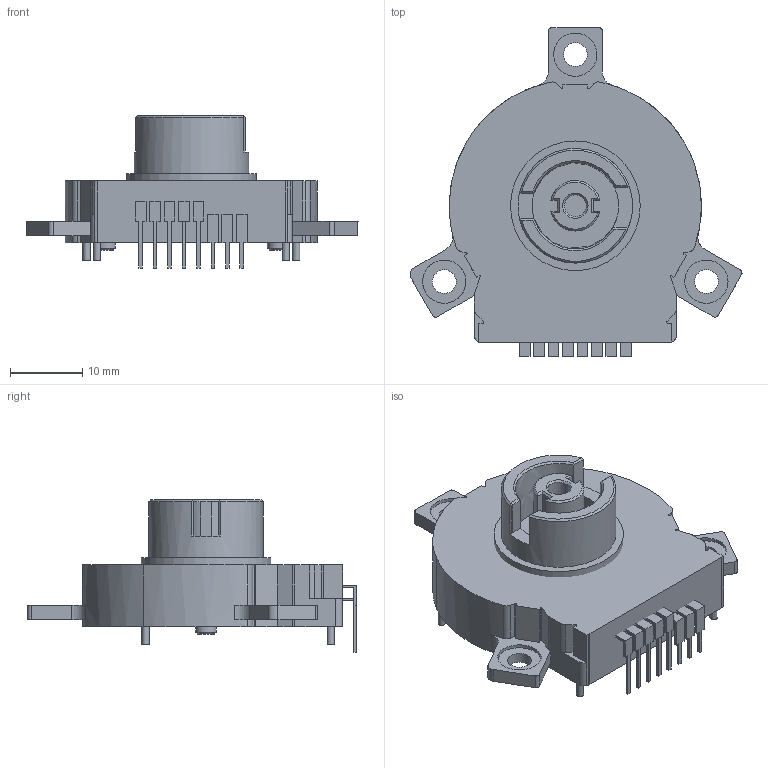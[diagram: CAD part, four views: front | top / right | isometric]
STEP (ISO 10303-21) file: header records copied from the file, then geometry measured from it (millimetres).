
FILE_DESCRIPTION(/* description */ ('','CAx-IF Rec.Pracs.---Representation and Presentation of Product Manufacturing Information (PMI)---4.0---2014-10-13'),/* implementation_level */ '2;1');
FILE_NAME(/* name */ 'SRGPHJ3200 v9.step',/* time_stamp */ '2025-02-28T15:21:52-05:00',/* author */ (''),/* organization */ (''),/* preprocessor_version */ 'ST-DEVELOPER v20',/* originating_system */ 'Autodesk Translation Framework v13.20.0.188',/* authorisation */ '');
FILE_SCHEMA (('AP242_MANAGED_MODEL_BASED_3D_ENGINEERING_MIM_LF { 1 0 10303 442 1 1 4 }'));
Length unit declared in the file: millimetre
Products named in the file (11): SRGPHJ3200; Body; Shafts; Component3; Component4; Component5; Component6; Component7; Component8; Component9; Component10
Assembly tree (10 placements, depth 2):
  SRGPHJ3200
    Body
    Shafts
    Component3
    Component4
    Component5
    Component6
    Component7
    Component8
    Component9
    Component10
Bounding box: 46.07 x 45.62 x 21.1 mm (x, y, z)
Volume: 12341.8 mm3; surface area: 5866.2 mm2
Topology: 10 solids, 10 shells, 283 faces, 727 edges, 477 vertices
Faces by surface type: plane 206, bspline 61, cylinder 11, cone 5
Full cylindrical faces by diameter (mm): 1 x4, 2.9 x2, 3.019 x1, 15.9 x1, 18 x1
Entity records: 9891 total; most frequent: CARTESIAN_POINT 3027, ORIENTED_EDGE 1454, DIRECTION 1144, EDGE_CURVE 727, LINE 554, VECTOR 554, VERTEX_POINT 477, EDGE_LOOP 302
